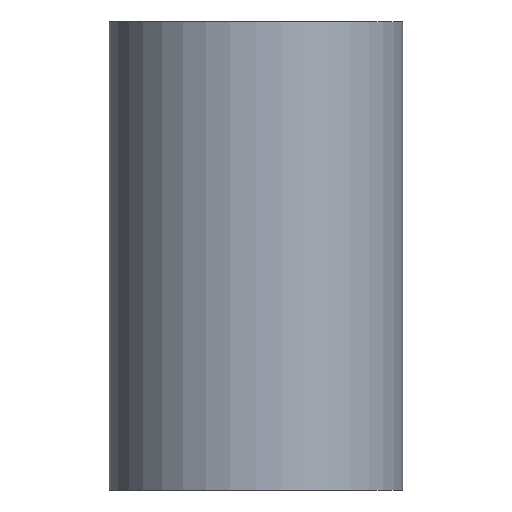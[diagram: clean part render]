
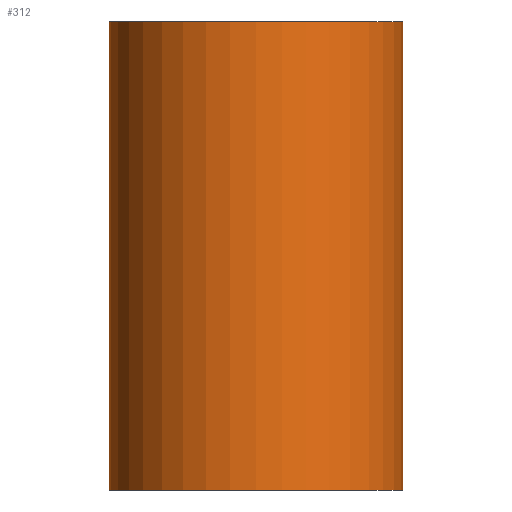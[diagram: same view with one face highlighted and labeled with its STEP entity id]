
A CAD part, front view. The second image highlights one B-rep face of the part: STEP entity #312.
In plain terms, the highlighted cylindrical face has radius 3.988 mm (diameter 7.976 mm), a partial arc.
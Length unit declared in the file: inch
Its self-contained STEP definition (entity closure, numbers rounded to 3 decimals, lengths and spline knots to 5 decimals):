
#40 = CARTESIAN_POINT ( 'NONE',  ( 0.125, -0.624, 0.25 ) ) ;
#56 = CIRCLE ( 'NONE', #183, 0.157 ) ;
#65 = CARTESIAN_POINT ( 'NONE',  ( 0.125, -0.781, 0.25 ) ) ;
#67 = CARTESIAN_POINT ( 'NONE',  ( 0.125, -0.781, 0.25 ) ) ;
#86 = EDGE_CURVE ( 'NONE', #235, #427, #56, .T. ) ;
#99 = DIRECTION ( 'NONE',  ( 1., 0., 0. ) ) ;
#127 = DIRECTION ( 'NONE',  ( 0., 0., -1. ) ) ;
#128 = ORIENTED_EDGE ( 'NONE', *, *, #390, .F. ) ;
#129 = FACE_OUTER_BOUND ( 'NONE', #257, .T. ) ;
#172 = AXIS2_PLACEMENT_3D ( 'NONE', #65, #557, #99 ) ;
#183 = AXIS2_PLACEMENT_3D ( 'NONE', #271, #277, #324 ) ;
#191 = CARTESIAN_POINT ( 'NONE',  ( -0.032, -0.781, 0.25 ) ) ;
#196 = VECTOR ( 'NONE', #430, 39.37008 ) ;
#226 = ORIENTED_EDGE ( 'NONE', *, *, #482, .T. ) ;
#235 = VERTEX_POINT ( 'NONE', #308 ) ;
#257 = EDGE_LOOP ( 'NONE', ( #473, #128, #343, #226 ) ) ;
#258 = VECTOR ( 'NONE', #127, 39.37008 ) ;
#266 = VERTEX_POINT ( 'NONE', #40 ) ;
#271 = CARTESIAN_POINT ( 'NONE',  ( 0.125, -0.781, -0.25 ) ) ;
#277 = DIRECTION ( 'NONE',  ( 0., 0., -1. ) ) ;
#290 = EDGE_CURVE ( 'NONE', #266, #538, #380, .T. ) ;
#308 = CARTESIAN_POINT ( 'NONE',  ( 0.125, -0.624, -0.25 ) ) ;
#312 = ADVANCED_FACE ( 'NONE', ( #129 ), #454, .T. ) ;
#318 = CARTESIAN_POINT ( 'NONE',  ( 0.125, -0.624, 0.25 ) ) ;
#324 = DIRECTION ( 'NONE',  ( 1., 0., 0. ) ) ;
#327 = AXIS2_PLACEMENT_3D ( 'NONE', #67, #381, #529 ) ;
#343 = ORIENTED_EDGE ( 'NONE', *, *, #290, .T. ) ;
#348 = LINE ( 'NONE', #318, #196 ) ;
#380 = CIRCLE ( 'NONE', #172, 0.157 ) ;
#381 = DIRECTION ( 'NONE',  ( 0., 0., -1. ) ) ;
#390 = EDGE_CURVE ( 'NONE', #266, #235, #348, .T. ) ;
#395 = LINE ( 'NONE', #191, #258 ) ;
#427 = VERTEX_POINT ( 'NONE', #525 ) ;
#430 = DIRECTION ( 'NONE',  ( 0., 0., -1. ) ) ;
#454 = CYLINDRICAL_SURFACE ( 'NONE', #327, 0.157 ) ;
#473 = ORIENTED_EDGE ( 'NONE', *, *, #86, .F. ) ;
#482 = EDGE_CURVE ( 'NONE', #538, #427, #395, .T. ) ;
#525 = CARTESIAN_POINT ( 'NONE',  ( -0.032, -0.781, -0.25 ) ) ;
#529 = DIRECTION ( 'NONE',  ( -1., 0., 0. ) ) ;
#536 = CARTESIAN_POINT ( 'NONE',  ( -0.032, -0.781, 0.25 ) ) ;
#538 = VERTEX_POINT ( 'NONE', #536 ) ;
#557 = DIRECTION ( 'NONE',  ( 0., 0., -1. ) ) ;
